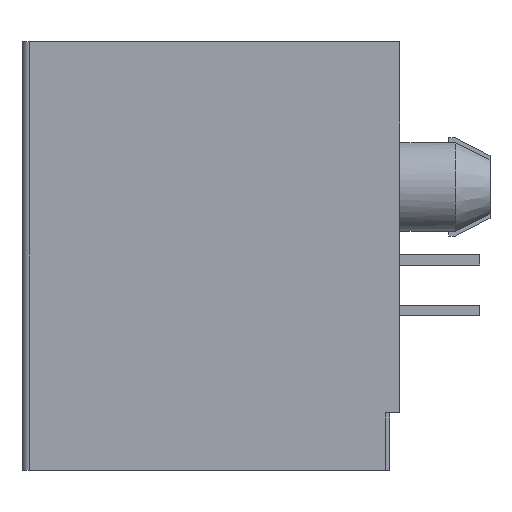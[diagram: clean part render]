
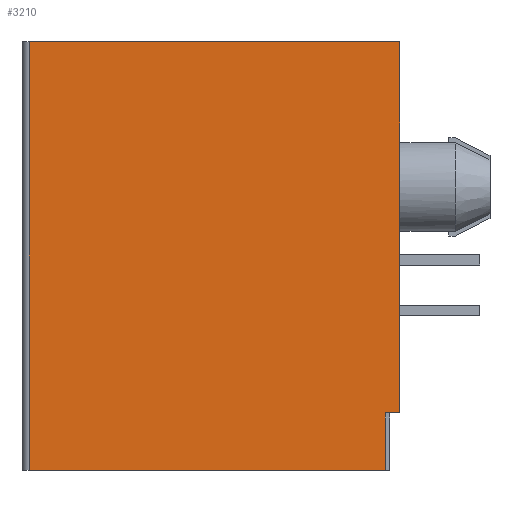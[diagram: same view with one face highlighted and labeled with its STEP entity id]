
A CAD part, left-side view. The second image highlights one B-rep face of the part: STEP entity #3210.
In plain terms, the highlighted planar face has unit normal (-1, 0, 0).
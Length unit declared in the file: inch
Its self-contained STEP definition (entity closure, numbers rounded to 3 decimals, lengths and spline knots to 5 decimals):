
#27=DIRECTION('',(0.,-1.,0.));
#28=VECTOR('',#27,0.49);
#29=CARTESIAN_POINT('',(-0.31,0.25,-0.295));
#30=LINE('',#29,#28);
#446=DIRECTION('',(0.,0.,1.));
#447=VECTOR('',#446,0.079);
#448=CARTESIAN_POINT('',(-0.31,-0.24,-0.295));
#449=LINE('',#448,#447);
#450=DIRECTION('',(0.,0.,-1.));
#451=VECTOR('',#450,0.59);
#452=CARTESIAN_POINT('',(-0.31,0.25,0.295));
#453=LINE('',#452,#451);
#454=DIRECTION('',(0.,0.,1.));
#455=VECTOR('',#454,0.035);
#456=CARTESIAN_POINT('',(-0.31,-0.26,0.0775));
#457=LINE('',#456,#455);
#478=DIRECTION('',(0.,-1.,0.));
#479=VECTOR('',#478,0.02);
#480=CARTESIAN_POINT('',(-0.31,-0.24,-0.216));
#481=LINE('',#480,#479);
#507=DIRECTION('',(0.,0.,1.));
#508=VECTOR('',#507,0.2935);
#509=CARTESIAN_POINT('',(-0.31,-0.26,-0.216));
#510=LINE('',#509,#508);
#516=DIRECTION('',(0.,0.,1.));
#517=VECTOR('',#516,0.1825);
#518=CARTESIAN_POINT('',(-0.31,-0.26,0.1125));
#519=LINE('',#518,#517);
#914=DIRECTION('',(0.,-1.,0.));
#915=VECTOR('',#914,0.51);
#916=CARTESIAN_POINT('',(-0.31,0.25,0.295));
#917=LINE('',#916,#915);
#2108=CARTESIAN_POINT('',(-0.31,-0.26,0.295));
#2110=VERTEX_POINT('',#2108);
#2252=CARTESIAN_POINT('',(-0.31,-0.26,-0.216));
#2254=VERTEX_POINT('',#2252);
#2325=CARTESIAN_POINT('',(-0.31,-0.26,0.0775));
#2326=CARTESIAN_POINT('',(-0.31,-0.26,0.1125));
#2327=VERTEX_POINT('',#2325);
#2328=VERTEX_POINT('',#2326);
#2661=CARTESIAN_POINT('',(-0.31,0.25,-0.295));
#2663=VERTEX_POINT('',#2661);
#2667=CARTESIAN_POINT('',(-0.31,0.25,0.295));
#2668=VERTEX_POINT('',#2667);
#2717=CARTESIAN_POINT('',(-0.31,-0.24,-0.295));
#2718=VERTEX_POINT('',#2717);
#2721=CARTESIAN_POINT('',(-0.31,-0.24,-0.216));
#2722=VERTEX_POINT('',#2721);
#3189=CARTESIAN_POINT('',(-0.31,0.26,-0.295));
#3190=DIRECTION('',(-1.,0.,0.));
#3191=DIRECTION('',(0.,-1.,0.));
#3192=AXIS2_PLACEMENT_3D('',#3189,#3190,#3191);
#3193=PLANE('',#3192);
#3195=ORIENTED_EDGE('',*,*,#3194,.F.);
#3196=ORIENTED_EDGE('',*,*,#2774,.F.);
#3198=ORIENTED_EDGE('',*,*,#3197,.F.);
#3200=ORIENTED_EDGE('',*,*,#3199,.T.);
#3202=ORIENTED_EDGE('',*,*,#3201,.F.);
#3203=ORIENTED_EDGE('',*,*,#3155,.F.);
#3205=ORIENTED_EDGE('',*,*,#3204,.F.);
#3207=ORIENTED_EDGE('',*,*,#3206,.F.);
#3208=EDGE_LOOP('',(#3195,#3196,#3198,#3200,#3202,#3203,#3205,#3207));
#3209=FACE_OUTER_BOUND('',#3208,.F.);
#3210=ADVANCED_FACE('',(#3209),#3193,.T.);
#2774=EDGE_CURVE('',#2663,#2718,#30,.T.);
#3155=EDGE_CURVE('',#2327,#2328,#457,.T.);
#3194=EDGE_CURVE('',#2718,#2722,#449,.T.);
#3197=EDGE_CURVE('',#2668,#2663,#453,.T.);
#3199=EDGE_CURVE('',#2668,#2110,#917,.T.);
#3201=EDGE_CURVE('',#2328,#2110,#519,.T.);
#3204=EDGE_CURVE('',#2254,#2327,#510,.T.);
#3206=EDGE_CURVE('',#2722,#2254,#481,.T.);
